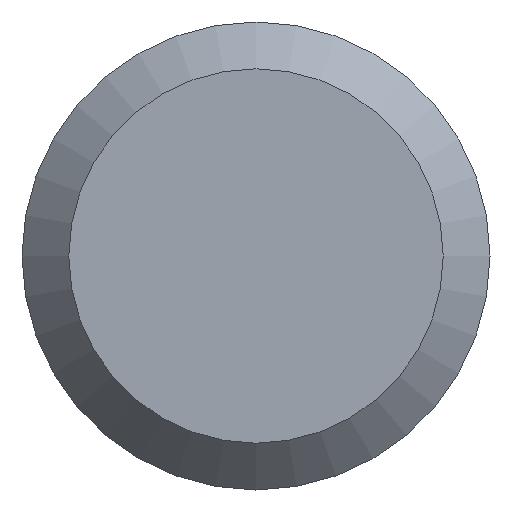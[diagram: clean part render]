
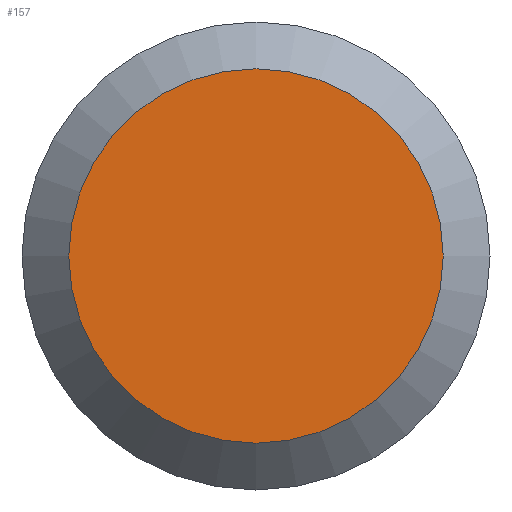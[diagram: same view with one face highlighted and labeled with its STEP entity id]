
A CAD part, left-side view. The second image highlights one B-rep face of the part: STEP entity #157.
In plain terms, the highlighted planar face has unit normal (-1, 0, 0).
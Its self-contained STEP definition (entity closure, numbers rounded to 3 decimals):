
#16 = PLANE ( 'NONE',  #138 ) ;
#17 = CARTESIAN_POINT ( 'NONE',  ( -15., 0., 8. ) ) ;
#31 = CARTESIAN_POINT ( 'NONE',  ( -15., 0., 0. ) ) ;
#53 = AXIS2_PLACEMENT_3D ( 'NONE', #125, #153, #79 ) ;
#78 = FACE_OUTER_BOUND ( 'NONE', #130, .T. ) ;
#79 = DIRECTION ( 'NONE',  ( 0., 0., 1. ) ) ;
#92 = CIRCLE ( 'NONE', #53, 8. ) ;
#125 = CARTESIAN_POINT ( 'NONE',  ( -15., 0., 0. ) ) ;
#130 = EDGE_LOOP ( 'NONE', ( #176 ) ) ;
#138 = AXIS2_PLACEMENT_3D ( 'NONE', #31, #186, #188 ) ;
#153 = DIRECTION ( 'NONE',  ( -1., 0., 0. ) ) ;
#157 = ADVANCED_FACE ( 'NONE', ( #78 ), #16, .F. ) ;
#161 = EDGE_CURVE ( 'NONE', #190, #190, #92, .T. ) ;
#176 = ORIENTED_EDGE ( 'NONE', *, *, #161, .T. ) ;
#186 = DIRECTION ( 'NONE',  ( 1., 0., 0. ) ) ;
#188 = DIRECTION ( 'NONE',  ( 0., 0., -1. ) ) ;
#190 = VERTEX_POINT ( 'NONE', #17 ) ;
